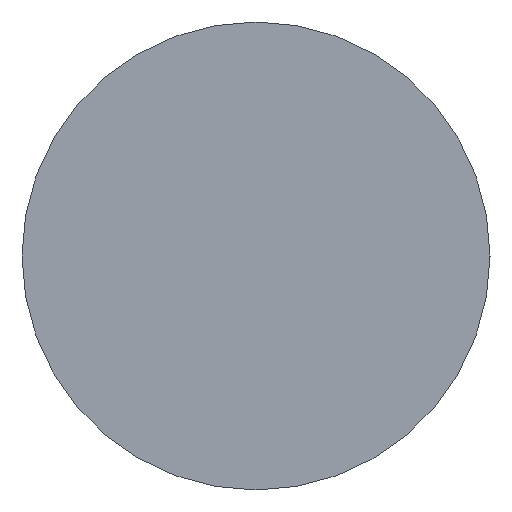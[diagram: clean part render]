
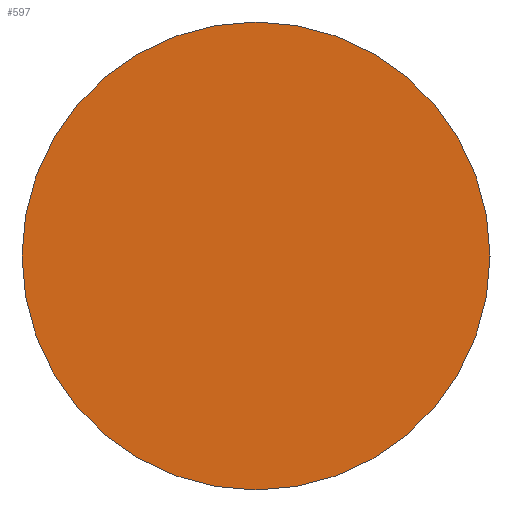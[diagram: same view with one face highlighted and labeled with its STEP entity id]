
A CAD part, left-side view. The second image highlights one B-rep face of the part: STEP entity #597.
In plain terms, the highlighted planar face has unit normal (-1, 0, 0).
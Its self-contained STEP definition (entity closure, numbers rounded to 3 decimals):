
#517=CARTESIAN_POINT('',(-2.6,1.335,1.335));
#518=VERTEX_POINT('',#517);
#527=CARTESIAN_POINT('',(-2.6,-1.335,1.335));
#528=VERTEX_POINT('',#527);
#529=CARTESIAN_POINT('',(-2.6,0.,1.335));
#530=DIRECTION('',(1.0,0.0,0.0));
#531=DIRECTION('',(0.0,1.0,0.0));
#532=AXIS2_PLACEMENT_3D('',#529,#530,#531);
#533=CIRCLE('',#532,1.335);
#534=EDGE_CURVE('',#518,#528,#533,.T.);
#568=CARTESIAN_POINT('',(-2.6,0.,1.335));
#569=DIRECTION('',(1.0,0.0,0.0));
#570=DIRECTION('',(0.0,1.0,0.0));
#571=AXIS2_PLACEMENT_3D('',#568,#569,#570);
#572=CIRCLE('',#571,1.335);
#573=EDGE_CURVE('',#528,#518,#572,.T.);
#588=CARTESIAN_POINT('',(-2.6,0.,1.335));
#589=DIRECTION('',(1.0,0.0,0.0));
#590=DIRECTION('',(0.0,0.0,-1.0));
#591=AXIS2_PLACEMENT_3D('',#588,#589,#590);
#592=PLANE('',#591);
#593=ORIENTED_EDGE('',*,*,#534,.F.);
#594=ORIENTED_EDGE('',*,*,#573,.F.);
#595=EDGE_LOOP('',(#593,#594));
#596=FACE_OUTER_BOUND('',#595,.T.);
#597=ADVANCED_FACE('',(#596),#592,.F.);
